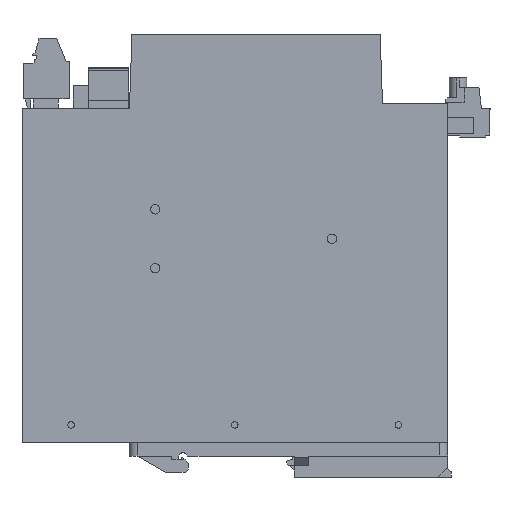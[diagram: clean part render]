
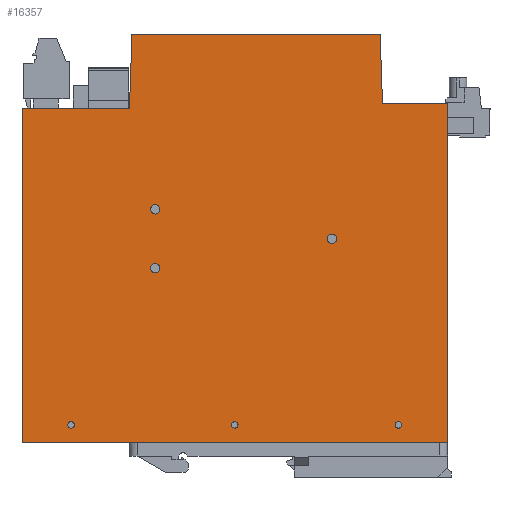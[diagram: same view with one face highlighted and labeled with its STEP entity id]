
A CAD part, left-side view. The second image highlights one B-rep face of the part: STEP entity #16357.
In plain terms, the highlighted planar face has unit normal (-1, 0, 0).
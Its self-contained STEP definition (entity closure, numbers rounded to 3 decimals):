
#12219=AXIS2_PLACEMENT_3D('Circle Axis2P3D',#12217,#12218,$) ;
#12239=AXIS2_PLACEMENT_3D('Circle Axis2P3D',#12237,#12238,$) ;
#12264=AXIS2_PLACEMENT_3D('Circle Axis2P3D',#12262,#12263,$) ;
#12284=AXIS2_PLACEMENT_3D('Circle Axis2P3D',#12282,#12283,$) ;
#12309=AXIS2_PLACEMENT_3D('Circle Axis2P3D',#12307,#12308,$) ;
#12329=AXIS2_PLACEMENT_3D('Circle Axis2P3D',#12327,#12328,$) ;
#12354=AXIS2_PLACEMENT_3D('Circle Axis2P3D',#12352,#12353,$) ;
#12374=AXIS2_PLACEMENT_3D('Circle Axis2P3D',#12372,#12373,$) ;
#12399=AXIS2_PLACEMENT_3D('Circle Axis2P3D',#12397,#12398,$) ;
#12419=AXIS2_PLACEMENT_3D('Circle Axis2P3D',#12417,#12418,$) ;
#12444=AXIS2_PLACEMENT_3D('Circle Axis2P3D',#12442,#12443,$) ;
#12464=AXIS2_PLACEMENT_3D('Circle Axis2P3D',#12462,#12463,$) ;
#16316=AXIS2_PLACEMENT_3D('Plane Axis2P3D',#16313,#16314,#16315) ;
#77=CARTESIAN_POINT('Vertex',(0.,142.969,112.7)) ;
#80=CARTESIAN_POINT('Line Origine',(0.,126.562,112.7)) ;
#84=CARTESIAN_POINT('Vertex',(0.,110.155,112.7)) ;
#12214=CARTESIAN_POINT('Vertex',(0.,102.269,83.275)) ;
#12217=CARTESIAN_POINT('Axis2P3D Location',(0.,102.269,81.85)) ;
#12221=CARTESIAN_POINT('Vertex',(0.,102.269,80.425)) ;
#12237=CARTESIAN_POINT('Axis2P3D Location',(0.,102.269,81.85)) ;
#12259=CARTESIAN_POINT('Vertex',(0.,102.269,65.275)) ;
#12262=CARTESIAN_POINT('Axis2P3D Location',(0.,102.269,63.85)) ;
#12266=CARTESIAN_POINT('Vertex',(0.,102.269,62.425)) ;
#12282=CARTESIAN_POINT('Axis2P3D Location',(0.,102.269,63.85)) ;
#12304=CARTESIAN_POINT('Vertex',(0.,48.269,74.275)) ;
#12307=CARTESIAN_POINT('Axis2P3D Location',(0.,48.269,72.85)) ;
#12311=CARTESIAN_POINT('Vertex',(0.,48.269,71.425)) ;
#12327=CARTESIAN_POINT('Axis2P3D Location',(0.,48.269,72.85)) ;
#12349=CARTESIAN_POINT('Vertex',(0.,127.969,17.)) ;
#12352=CARTESIAN_POINT('Axis2P3D Location',(0.,127.969,16.)) ;
#12356=CARTESIAN_POINT('Vertex',(0.,127.969,15.)) ;
#12372=CARTESIAN_POINT('Axis2P3D Location',(0.,127.969,16.)) ;
#12394=CARTESIAN_POINT('Vertex',(0.,77.969,17.)) ;
#12397=CARTESIAN_POINT('Axis2P3D Location',(0.,77.969,16.)) ;
#12401=CARTESIAN_POINT('Vertex',(0.,77.969,15.)) ;
#12417=CARTESIAN_POINT('Axis2P3D Location',(0.,77.969,16.)) ;
#12439=CARTESIAN_POINT('Vertex',(0.,27.969,17.)) ;
#12442=CARTESIAN_POINT('Axis2P3D Location',(0.,27.969,16.)) ;
#12446=CARTESIAN_POINT('Vertex',(0.,27.969,15.)) ;
#12462=CARTESIAN_POINT('Axis2P3D Location',(0.,27.969,16.)) ;
#15592=CARTESIAN_POINT('Vertex',(0.,142.969,10.5)) ;
#15606=CARTESIAN_POINT('Vertex',(0.,12.969,10.5)) ;
#15609=CARTESIAN_POINT('Line Origine',(0.,77.969,10.5)) ;
#15705=CARTESIAN_POINT('Vertex',(0.,12.969,114.2)) ;
#15708=CARTESIAN_POINT('Line Origine',(0.,12.969,62.35)) ;
#15923=CARTESIAN_POINT('Vertex',(0.,32.836,114.2)) ;
#15926=CARTESIAN_POINT('Line Origine',(0.,22.903,114.2)) ;
#15969=CARTESIAN_POINT('Vertex',(0.,33.569,135.2)) ;
#15972=CARTESIAN_POINT('Line Origine',(0.,33.203,124.7)) ;
#16018=CARTESIAN_POINT('Vertex',(0.,109.369,135.2)) ;
#16021=CARTESIAN_POINT('Line Origine',(0.,71.469,135.2)) ;
#16272=CARTESIAN_POINT('Line Origine',(0.,109.762,123.95)) ;
#16313=CARTESIAN_POINT('Axis2P3D Location',(0.,77.969,72.4)) ;
#16318=CARTESIAN_POINT('Line Origine',(0.,142.969,61.6)) ;
#81=DIRECTION('Vector Direction',(0.,1.,0.)) ;
#12218=DIRECTION('Axis2P3D Direction',(-1.,0.,0.)) ;
#12238=DIRECTION('Axis2P3D Direction',(-1.,0.,0.)) ;
#12263=DIRECTION('Axis2P3D Direction',(-1.,0.,0.)) ;
#12283=DIRECTION('Axis2P3D Direction',(-1.,0.,0.)) ;
#12308=DIRECTION('Axis2P3D Direction',(-1.,0.,0.)) ;
#12328=DIRECTION('Axis2P3D Direction',(-1.,0.,0.)) ;
#12353=DIRECTION('Axis2P3D Direction',(-1.,0.,0.)) ;
#12373=DIRECTION('Axis2P3D Direction',(-1.,0.,0.)) ;
#12398=DIRECTION('Axis2P3D Direction',(-1.,0.,0.)) ;
#12418=DIRECTION('Axis2P3D Direction',(-1.,0.,0.)) ;
#12443=DIRECTION('Axis2P3D Direction',(-1.,0.,0.)) ;
#12463=DIRECTION('Axis2P3D Direction',(-1.,0.,0.)) ;
#15610=DIRECTION('Vector Direction',(0.,-1.,0.)) ;
#15709=DIRECTION('Vector Direction',(0.,0.,1.)) ;
#15927=DIRECTION('Vector Direction',(0.,-1.,0.)) ;
#15973=DIRECTION('Vector Direction',(0.,0.035,0.999)) ;
#16022=DIRECTION('Vector Direction',(0.,-1.,0.)) ;
#16273=DIRECTION('Vector Direction',(0.,0.035,-0.999)) ;
#16314=DIRECTION('Axis2P3D Direction',(1.,0.,0.)) ;
#16315=DIRECTION('Axis2P3D XDirection',(0.,0.,-1.)) ;
#16319=DIRECTION('Vector Direction',(0.,0.,1.)) ;
#82=VECTOR('Line Direction',#81,1.) ;
#15611=VECTOR('Line Direction',#15610,1.) ;
#15710=VECTOR('Line Direction',#15709,1.) ;
#15928=VECTOR('Line Direction',#15927,1.) ;
#15974=VECTOR('Line Direction',#15973,1.) ;
#16023=VECTOR('Line Direction',#16022,1.) ;
#16274=VECTOR('Line Direction',#16273,1.) ;
#16320=VECTOR('Line Direction',#16319,1.) ;
#16324=ORIENTED_EDGE('',*,*,#15930,.F.) ;
#16325=ORIENTED_EDGE('',*,*,#15976,.T.) ;
#16326=ORIENTED_EDGE('',*,*,#16025,.F.) ;
#16327=ORIENTED_EDGE('',*,*,#16276,.T.) ;
#16328=ORIENTED_EDGE('',*,*,#86,.T.) ;
#16329=ORIENTED_EDGE('',*,*,#16322,.F.) ;
#16330=ORIENTED_EDGE('',*,*,#15613,.T.) ;
#16331=ORIENTED_EDGE('',*,*,#15712,.T.) ;
#16334=ORIENTED_EDGE('',*,*,#12448,.F.) ;
#16335=ORIENTED_EDGE('',*,*,#12466,.F.) ;
#16338=ORIENTED_EDGE('',*,*,#12403,.F.) ;
#16339=ORIENTED_EDGE('',*,*,#12421,.F.) ;
#16342=ORIENTED_EDGE('',*,*,#12358,.F.) ;
#16343=ORIENTED_EDGE('',*,*,#12376,.F.) ;
#16346=ORIENTED_EDGE('',*,*,#12313,.F.) ;
#16347=ORIENTED_EDGE('',*,*,#12331,.F.) ;
#16350=ORIENTED_EDGE('',*,*,#12268,.F.) ;
#16351=ORIENTED_EDGE('',*,*,#12286,.F.) ;
#16354=ORIENTED_EDGE('',*,*,#12223,.F.) ;
#16355=ORIENTED_EDGE('',*,*,#12241,.F.) ;
#16336=FACE_BOUND('',#16333,.T.) ;
#16340=FACE_BOUND('',#16337,.T.) ;
#16344=FACE_BOUND('',#16341,.T.) ;
#16348=FACE_BOUND('',#16345,.T.) ;
#16352=FACE_BOUND('',#16349,.T.) ;
#16356=FACE_BOUND('',#16353,.T.) ;
#16357=ADVANCED_FACE('STROMVERSORGUNG',(#16332,#16336,#16340,#16344,#16348,#16352,#16356),#16317,.F.) ;
#12220=CIRCLE('generated circle',#12219,1.425) ;
#12240=CIRCLE('generated circle',#12239,1.425) ;
#12265=CIRCLE('generated circle',#12264,1.425) ;
#12285=CIRCLE('generated circle',#12284,1.425) ;
#12310=CIRCLE('generated circle',#12309,1.425) ;
#12330=CIRCLE('generated circle',#12329,1.425) ;
#12355=CIRCLE('generated circle',#12354,1.) ;
#12375=CIRCLE('generated circle',#12374,1.) ;
#12400=CIRCLE('generated circle',#12399,1.) ;
#12420=CIRCLE('generated circle',#12419,1.) ;
#12445=CIRCLE('generated circle',#12444,1.) ;
#12465=CIRCLE('generated circle',#12464,1.) ;
#86=EDGE_CURVE('',#85,#78,#83,.T.) ;
#12223=EDGE_CURVE('',#12215,#12222,#12220,.T.) ;
#12241=EDGE_CURVE('',#12222,#12215,#12240,.T.) ;
#12268=EDGE_CURVE('',#12260,#12267,#12265,.T.) ;
#12286=EDGE_CURVE('',#12267,#12260,#12285,.T.) ;
#12313=EDGE_CURVE('',#12305,#12312,#12310,.T.) ;
#12331=EDGE_CURVE('',#12312,#12305,#12330,.T.) ;
#12358=EDGE_CURVE('',#12350,#12357,#12355,.T.) ;
#12376=EDGE_CURVE('',#12357,#12350,#12375,.T.) ;
#12403=EDGE_CURVE('',#12395,#12402,#12400,.T.) ;
#12421=EDGE_CURVE('',#12402,#12395,#12420,.T.) ;
#12448=EDGE_CURVE('',#12440,#12447,#12445,.T.) ;
#12466=EDGE_CURVE('',#12447,#12440,#12465,.T.) ;
#15613=EDGE_CURVE('',#15593,#15607,#15612,.T.) ;
#15712=EDGE_CURVE('',#15607,#15706,#15711,.T.) ;
#15930=EDGE_CURVE('',#15924,#15706,#15929,.T.) ;
#15976=EDGE_CURVE('',#15924,#15970,#15975,.T.) ;
#16025=EDGE_CURVE('',#16019,#15970,#16024,.T.) ;
#16276=EDGE_CURVE('',#16019,#85,#16275,.T.) ;
#16322=EDGE_CURVE('',#15593,#78,#16321,.T.) ;
#16323=EDGE_LOOP('',(#16324,#16325,#16326,#16327,#16328,#16329,#16330,#16331)) ;
#16333=EDGE_LOOP('',(#16334,#16335)) ;
#16337=EDGE_LOOP('',(#16338,#16339)) ;
#16341=EDGE_LOOP('',(#16342,#16343)) ;
#16345=EDGE_LOOP('',(#16346,#16347)) ;
#16349=EDGE_LOOP('',(#16350,#16351)) ;
#16353=EDGE_LOOP('',(#16354,#16355)) ;
#16332=FACE_OUTER_BOUND('',#16323,.T.) ;
#83=LINE('Line',#80,#82) ;
#15612=LINE('Line',#15609,#15611) ;
#15711=LINE('Line',#15708,#15710) ;
#15929=LINE('Line',#15926,#15928) ;
#15975=LINE('Line',#15972,#15974) ;
#16024=LINE('Line',#16021,#16023) ;
#16275=LINE('Line',#16272,#16274) ;
#16321=LINE('Line',#16318,#16320) ;
#16317=PLANE('',#16316) ;
#78=VERTEX_POINT('',#77) ;
#85=VERTEX_POINT('',#84) ;
#12215=VERTEX_POINT('',#12214) ;
#12222=VERTEX_POINT('',#12221) ;
#12260=VERTEX_POINT('',#12259) ;
#12267=VERTEX_POINT('',#12266) ;
#12305=VERTEX_POINT('',#12304) ;
#12312=VERTEX_POINT('',#12311) ;
#12350=VERTEX_POINT('',#12349) ;
#12357=VERTEX_POINT('',#12356) ;
#12395=VERTEX_POINT('',#12394) ;
#12402=VERTEX_POINT('',#12401) ;
#12440=VERTEX_POINT('',#12439) ;
#12447=VERTEX_POINT('',#12446) ;
#15593=VERTEX_POINT('',#15592) ;
#15607=VERTEX_POINT('',#15606) ;
#15706=VERTEX_POINT('',#15705) ;
#15924=VERTEX_POINT('',#15923) ;
#15970=VERTEX_POINT('',#15969) ;
#16019=VERTEX_POINT('',#16018) ;
